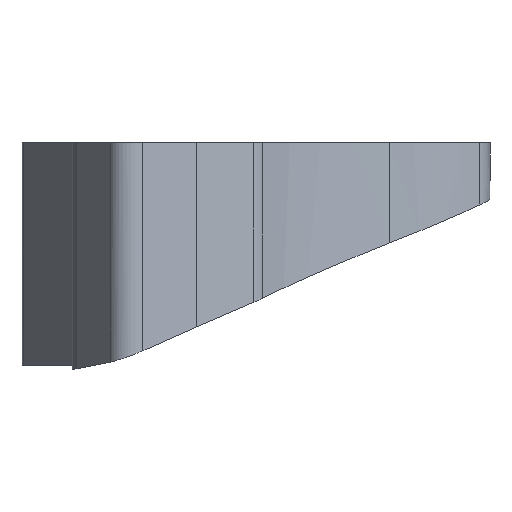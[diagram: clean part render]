
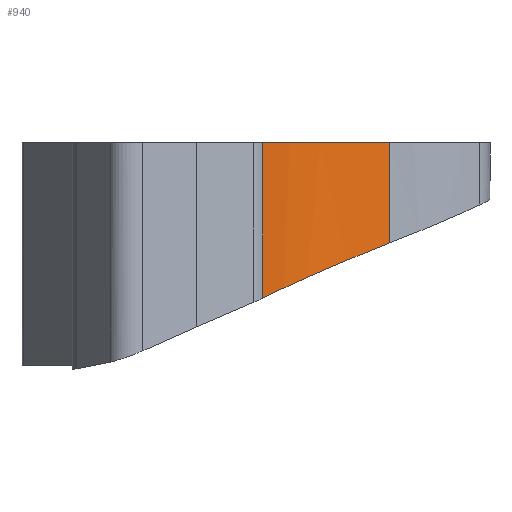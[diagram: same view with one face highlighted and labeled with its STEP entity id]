
A CAD part, left-side view. The second image highlights one B-rep face of the part: STEP entity #940.
In plain terms, the highlighted cylindrical face has radius 68.782 mm (diameter 137.564 mm), a partial arc.
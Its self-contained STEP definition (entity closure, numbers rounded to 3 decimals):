
#315 = VERTEX_POINT('',#316);
#316 = CARTESIAN_POINT('',(-22.851,-26.491,0.));
#323 = EDGE_CURVE('',#324,#315,#326,.T.);
#324 = VERTEX_POINT('',#325);
#325 = CARTESIAN_POINT('',(-44.149,8.444,0.));
#326 = CIRCLE('',#327,68.782);
#327 = AXIS2_PLACEMENT_3D('',#328,#329,#330);
#328 = CARTESIAN_POINT('',(-89.57,-43.208,0.));
#329 = DIRECTION('',(0.,0.,-1.));
#330 = DIRECTION('',(-1.,-0.,-0.));
#509 = VERTEX_POINT('',#510);
#510 = CARTESIAN_POINT('',(-44.149,8.444,-42.839
    ));
#517 = EDGE_CURVE('',#518,#509,#520,.T.);
#518 = VERTEX_POINT('',#519);
#519 = CARTESIAN_POINT('',(-22.851,-26.491,-27.626
    ));
#520 = ELLIPSE('',#521,73.676,68.782);
#521 = AXIS2_PLACEMENT_3D('',#522,#523,#524);
#522 = CARTESIAN_POINT('',(-89.57,-43.208,
    -28.968));
#523 = DIRECTION('',(-0.105,0.343,0.934));
#524 = DIRECTION('',(0.273,-0.893,0.358));
#928 = EDGE_CURVE('',#324,#509,#929,.T.);
#929 = LINE('',#930,#931);
#930 = CARTESIAN_POINT('',(-44.149,8.444,0.));
#931 = VECTOR('',#932,1.);
#932 = DIRECTION('',(0.,0.,-1.));
#940 = ADVANCED_FACE('',(#941),#952,.F.);
#941 = FACE_BOUND('',#942,.T.);
#942 = EDGE_LOOP('',(#943,#944,#945,#946));
#943 = ORIENTED_EDGE('',*,*,#323,.F.);
#944 = ORIENTED_EDGE('',*,*,#928,.T.);
#945 = ORIENTED_EDGE('',*,*,#517,.F.);
#946 = ORIENTED_EDGE('',*,*,#947,.F.);
#947 = EDGE_CURVE('',#315,#518,#948,.T.);
#948 = LINE('',#949,#950);
#949 = CARTESIAN_POINT('',(-22.851,-26.491,0.));
#950 = VECTOR('',#951,1.);
#951 = DIRECTION('',(0.,0.,-1.));
#952 = CYLINDRICAL_SURFACE('',#953,68.782);
#953 = AXIS2_PLACEMENT_3D('',#954,#955,#956);
#954 = CARTESIAN_POINT('',(-89.57,-43.208,0.));
#955 = DIRECTION('',(0.,0.,1.));
#956 = DIRECTION('',(-1.,0.,0.));
